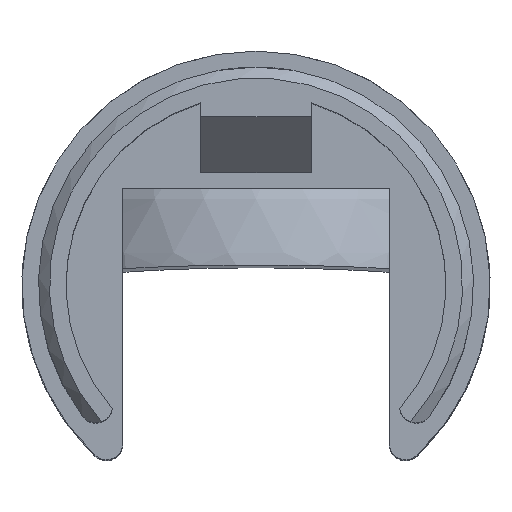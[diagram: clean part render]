
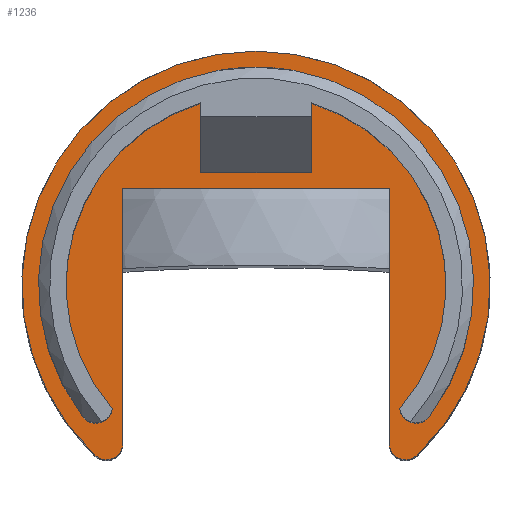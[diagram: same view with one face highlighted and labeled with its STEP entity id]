
A CAD part, top view. The second image highlights one B-rep face of the part: STEP entity #1236.
In plain terms, the highlighted planar face has unit normal (0, 0, 1).
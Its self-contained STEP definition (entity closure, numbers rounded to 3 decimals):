
#845 = DIRECTION ( 'NONE',  ( -1., 0., 0. ) ) ;
#1018 = CARTESIAN_POINT ( 'NONE',  ( -5., 16.457, 0. ) ) ;
#1144 = DIRECTION ( 'NONE',  ( -1., 0., 0. ) ) ;
#1221 = CARTESIAN_POINT ( 'NONE',  ( 12.05, 8.8, 0. ) ) ;
#1236 = ADVANCED_FACE ( 'NONE', ( #15621, #17732 ), #7479, .F. ) ;
#1577 = ORIENTED_EDGE ( 'NONE', *, *, #14918, .F. ) ;
#1759 = CARTESIAN_POINT ( 'NONE',  ( -14.582, -15.389, 0. ) ) ;
#1884 = VERTEX_POINT ( 'NONE', #14543 ) ;
#1964 = CARTESIAN_POINT ( 'NONE',  ( 15.055, -12.393, 0. ) ) ;
#2050 = CARTESIAN_POINT ( 'NONE',  ( 5., 10.2, 0. ) ) ;
#2092 = CARTESIAN_POINT ( 'NONE',  ( 0., 0., 0. ) ) ;
#2154 = DIRECTION ( 'NONE',  ( 1., 0., 0. ) ) ;
#2161 = EDGE_CURVE ( 'NONE', #14900, #2965, #18688, .T. ) ;
#2325 = VERTEX_POINT ( 'NONE', #1759 ) ;
#2546 = ORIENTED_EDGE ( 'NONE', *, *, #8120, .F. ) ;
#2556 = CIRCLE ( 'NONE', #5159, 17.2 ) ;
#2810 = EDGE_CURVE ( 'NONE', #1884, #12159, #6543, .T. ) ;
#2910 = CARTESIAN_POINT ( 'NONE',  ( -15.055, -12.393, 0. ) ) ;
#2952 = CIRCLE ( 'NONE', #14578, 1.5 ) ;
#2965 = VERTEX_POINT ( 'NONE', #1221 ) ;
#3021 = EDGE_LOOP ( 'NONE', ( #16721, #8313, #5562, #2546, #17058, #1577 ) ) ;
#3113 = DIRECTION ( 'NONE',  ( 0., -1., 0. ) ) ;
#3286 = CARTESIAN_POINT ( 'NONE',  ( 0., 0., 0. ) ) ;
#3404 = DIRECTION ( 'NONE',  ( 0., 0., -1. ) ) ;
#3432 = EDGE_CURVE ( 'NONE', #19109, #2325, #18451, .T. ) ;
#3481 = AXIS2_PLACEMENT_3D ( 'NONE', #2092, #17098, #2154 ) ;
#3788 = VERTEX_POINT ( 'NONE', #1964 ) ;
#4067 = DIRECTION ( 'NONE',  ( 0., 0., -1. ) ) ;
#4581 = CIRCLE ( 'NONE', #14374, 21.2 ) ;
#4619 = ORIENTED_EDGE ( 'NONE', *, *, #18767, .F. ) ;
#4626 = EDGE_CURVE ( 'NONE', #8403, #1884, #13519, .T. ) ;
#5159 = AXIS2_PLACEMENT_3D ( 'NONE', #16244, #8774, #15014 ) ;
#5166 = CARTESIAN_POINT ( 'NONE',  ( 0., 0., 0. ) ) ;
#5395 = ORIENTED_EDGE ( 'NONE', *, *, #16790, .F. ) ;
#5562 = ORIENTED_EDGE ( 'NONE', *, *, #14136, .F. ) ;
#5756 = CIRCLE ( 'NONE', #6813, 1.5 ) ;
#6005 = CARTESIAN_POINT ( 'NONE',  ( 5., 10.2, 0. ) ) ;
#6045 = CARTESIAN_POINT ( 'NONE',  ( -12.05, 8.8, 0. ) ) ;
#6207 = CARTESIAN_POINT ( 'NONE',  ( 13.019, -11.24, 0. ) ) ;
#6398 = VECTOR ( 'NONE', #11829, 1000. ) ;
#6543 = LINE ( 'NONE', #18831, #9072 ) ;
#6813 = AXIS2_PLACEMENT_3D ( 'NONE', #10062, #8627, #1144 ) ;
#7303 = DIRECTION ( 'NONE',  ( 0., -1., 0. ) ) ;
#7374 = CARTESIAN_POINT ( 'NONE',  ( -12.05, 8.8, 0. ) ) ;
#7479 = PLANE ( 'NONE',  #15852 ) ;
#7495 = CARTESIAN_POINT ( 'NONE',  ( -5., 16.457, 0. ) ) ;
#7758 = DIRECTION ( 'NONE',  ( 0., 0., -1. ) ) ;
#7832 = LINE ( 'NONE', #6005, #8539 ) ;
#8120 = EDGE_CURVE ( 'NONE', #2325, #9968, #4581, .T. ) ;
#8208 = VERTEX_POINT ( 'NONE', #6207 ) ;
#8313 = ORIENTED_EDGE ( 'NONE', *, *, #2161, .F. ) ;
#8403 = VERTEX_POINT ( 'NONE', #1018 ) ;
#8539 = VECTOR ( 'NONE', #17950, 1000. ) ;
#8627 = DIRECTION ( 'NONE',  ( 0., 0., 1. ) ) ;
#8774 = DIRECTION ( 'NONE',  ( 0., 0., -1. ) ) ;
#8911 = CIRCLE ( 'NONE', #3481, 19.5 ) ;
#9072 = VECTOR ( 'NONE', #17271, 1000. ) ;
#9178 = DIRECTION ( 'NONE',  ( -1., 0., 0. ) ) ;
#9278 = CARTESIAN_POINT ( 'NONE',  ( 12.05, -14.3, 0. ) ) ;
#9335 = AXIS2_PLACEMENT_3D ( 'NONE', #12795, #4067, #845 ) ;
#9378 = VERTEX_POINT ( 'NONE', #10203 ) ;
#9432 = CARTESIAN_POINT ( 'NONE',  ( 13.55, -14.3, 0. ) ) ;
#9512 = DIRECTION ( 'NONE',  ( 1., 0., 0. ) ) ;
#9635 = DIRECTION ( 'NONE',  ( 0., 0., -1. ) ) ;
#9842 = DIRECTION ( 'NONE',  ( 1., 0., 0. ) ) ;
#9965 = EDGE_CURVE ( 'NONE', #9378, #8208, #2556, .T. ) ;
#9968 = VERTEX_POINT ( 'NONE', #14871 ) ;
#10062 = CARTESIAN_POINT ( 'NONE',  ( 14.5, -11., 0. ) ) ;
#10203 = CARTESIAN_POINT ( 'NONE',  ( 5., 16.457, 0. ) ) ;
#10469 = VERTEX_POINT ( 'NONE', #2910 ) ;
#10483 = CIRCLE ( 'NONE', #15305, 1.5 ) ;
#11021 = DIRECTION ( 'NONE',  ( 1., 0., 0. ) ) ;
#11039 = LINE ( 'NONE', #16145, #6398 ) ;
#11245 = ORIENTED_EDGE ( 'NONE', *, *, #12896, .F. ) ;
#11372 = ORIENTED_EDGE ( 'NONE', *, *, #18419, .F. ) ;
#11551 = CARTESIAN_POINT ( 'NONE',  ( -12.05, -14.3, 0. ) ) ;
#11829 = DIRECTION ( 'NONE',  ( -1., 0., 0. ) ) ;
#12159 = VERTEX_POINT ( 'NONE', #2050 ) ;
#12232 = AXIS2_PLACEMENT_3D ( 'NONE', #5166, #9635, #9512 ) ;
#12378 = VERTEX_POINT ( 'NONE', #7374 ) ;
#12795 = CARTESIAN_POINT ( 'NONE',  ( -13.55, -14.3, 0. ) ) ;
#12896 = EDGE_CURVE ( 'NONE', #12159, #9378, #7832, .T. ) ;
#12978 = ORIENTED_EDGE ( 'NONE', *, *, #16001, .F. ) ;
#13199 = VECTOR ( 'NONE', #3113, 1000. ) ;
#13519 = LINE ( 'NONE', #7495, #17237 ) ;
#13543 = ORIENTED_EDGE ( 'NONE', *, *, #9965, .F. ) ;
#13818 = DIRECTION ( 'NONE',  ( 0., 1., 0. ) ) ;
#13889 = CARTESIAN_POINT ( 'NONE',  ( -13.019, -11.24, 0. ) ) ;
#14136 = EDGE_CURVE ( 'NONE', #9968, #14900, #2952, .T. ) ;
#14374 = AXIS2_PLACEMENT_3D ( 'NONE', #3286, #7758, #9178 ) ;
#14442 = DIRECTION ( 'NONE',  ( 0., 0., 1. ) ) ;
#14543 = CARTESIAN_POINT ( 'NONE',  ( -5., 10.2, 0. ) ) ;
#14578 = AXIS2_PLACEMENT_3D ( 'NONE', #9432, #3404, #11021 ) ;
#14871 = CARTESIAN_POINT ( 'NONE',  ( 14.582, -15.389, 0. ) ) ;
#14900 = VERTEX_POINT ( 'NONE', #16552 ) ;
#14911 = ORIENTED_EDGE ( 'NONE', *, *, #4626, .F. ) ;
#14918 = EDGE_CURVE ( 'NONE', #12378, #19109, #15072, .T. ) ;
#15014 = DIRECTION ( 'NONE',  ( 1., 0., 0. ) ) ;
#15072 = LINE ( 'NONE', #6045, #13199 ) ;
#15183 = DIRECTION ( 'NONE',  ( -1., 0., 0. ) ) ;
#15305 = AXIS2_PLACEMENT_3D ( 'NONE', #18556, #14442, #9842 ) ;
#15351 = VERTEX_POINT ( 'NONE', #13889 ) ;
#15621 = FACE_BOUND ( 'NONE', #17708, .T. ) ;
#15852 = AXIS2_PLACEMENT_3D ( 'NONE', #17929, #16685, #15183 ) ;
#16001 = EDGE_CURVE ( 'NONE', #10469, #15351, #10483, .T. ) ;
#16060 = ORIENTED_EDGE ( 'NONE', *, *, #2810, .F. ) ;
#16145 = CARTESIAN_POINT ( 'NONE',  ( 12.05, 8.8, 0. ) ) ;
#16244 = CARTESIAN_POINT ( 'NONE',  ( 0., 0., 0. ) ) ;
#16552 = CARTESIAN_POINT ( 'NONE',  ( 12.05, -14.3, 0. ) ) ;
#16685 = DIRECTION ( 'NONE',  ( 0., 0., -1. ) ) ;
#16721 = ORIENTED_EDGE ( 'NONE', *, *, #17036, .F. ) ;
#16790 = EDGE_CURVE ( 'NONE', #8208, #3788, #5756, .T. ) ;
#17036 = EDGE_CURVE ( 'NONE', #2965, #12378, #11039, .T. ) ;
#17058 = ORIENTED_EDGE ( 'NONE', *, *, #3432, .F. ) ;
#17098 = DIRECTION ( 'NONE',  ( 0., 0., 1. ) ) ;
#17237 = VECTOR ( 'NONE', #7303, 1000. ) ;
#17271 = DIRECTION ( 'NONE',  ( 1., 0., 0. ) ) ;
#17708 = EDGE_LOOP ( 'NONE', ( #5395, #13543, #11245, #16060, #14911, #11372, #12978, #4619 ) ) ;
#17732 = FACE_OUTER_BOUND ( 'NONE', #3021, .T. ) ;
#17929 = CARTESIAN_POINT ( 'NONE',  ( -13.55, -14.3, 0. ) ) ;
#17950 = DIRECTION ( 'NONE',  ( 0., 1., 0. ) ) ;
#18000 = VECTOR ( 'NONE', #13818, 1000. ) ;
#18073 = CIRCLE ( 'NONE', #12232, 17.2 ) ;
#18419 = EDGE_CURVE ( 'NONE', #15351, #8403, #18073, .T. ) ;
#18451 = CIRCLE ( 'NONE', #9335, 1.5 ) ;
#18556 = CARTESIAN_POINT ( 'NONE',  ( -14.5, -11., 0. ) ) ;
#18688 = LINE ( 'NONE', #9278, #18000 ) ;
#18767 = EDGE_CURVE ( 'NONE', #3788, #10469, #8911, .T. ) ;
#18831 = CARTESIAN_POINT ( 'NONE',  ( -5., 10.2, 0. ) ) ;
#19109 = VERTEX_POINT ( 'NONE', #11551 ) ;
